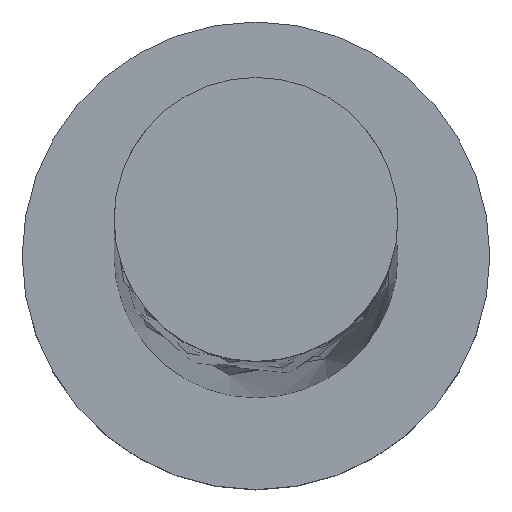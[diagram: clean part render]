
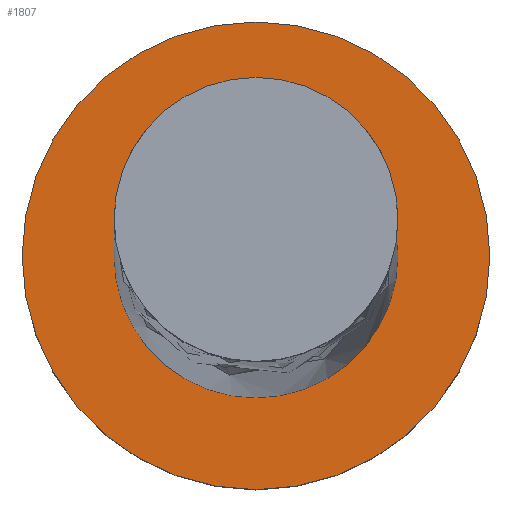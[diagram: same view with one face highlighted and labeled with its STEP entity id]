
A CAD part, top view. The second image highlights one B-rep face of the part: STEP entity #1807.
In plain terms, the highlighted planar face has unit normal (0, 0, 1).
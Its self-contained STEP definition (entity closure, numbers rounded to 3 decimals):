
#39 = CARTESIAN_POINT ( 'NONE',  ( 0., 0., 5. ) ) ;
#84 = CARTESIAN_POINT ( 'NONE',  ( 7., 0., 5. ) ) ;
#117 = CARTESIAN_POINT ( 'NONE',  ( -7., 0., 5. ) ) ;
#133 = CARTESIAN_POINT ( 'NONE',  ( 0., 0., 5. ) ) ;
#188 = DIRECTION ( 'NONE',  ( 0., 0., 1. ) ) ;
#226 = VERTEX_POINT ( 'NONE', #117 ) ;
#249 = FACE_BOUND ( 'NONE', #1979, .T. ) ;
#275 = CIRCLE ( 'NONE', #1737, 7. ) ;
#321 = EDGE_LOOP ( 'NONE', ( #1166, #1441 ) ) ;
#362 = DIRECTION ( 'NONE',  ( 0., 0., 1. ) ) ;
#376 = DIRECTION ( 'NONE',  ( 1., 0., 0. ) ) ;
#432 = DIRECTION ( 'NONE',  ( 0., 0., 1. ) ) ;
#499 = VERTEX_POINT ( 'NONE', #84 ) ;
#528 = ORIENTED_EDGE ( 'NONE', *, *, #1779, .F. ) ;
#554 = CARTESIAN_POINT ( 'NONE',  ( 0., 0., 5. ) ) ;
#572 = AXIS2_PLACEMENT_3D ( 'NONE', #39, #1972, #1935 ) ;
#739 = AXIS2_PLACEMENT_3D ( 'NONE', #825, #188, #376 ) ;
#805 = ORIENTED_EDGE ( 'NONE', *, *, #1420, .F. ) ;
#825 = CARTESIAN_POINT ( 'NONE',  ( 0., 0., 5. ) ) ;
#855 = DIRECTION ( 'NONE',  ( 1., 0., 0. ) ) ;
#885 = PLANE ( 'NONE',  #1195 ) ;
#901 = AXIS2_PLACEMENT_3D ( 'NONE', #1138, #362, #988 ) ;
#931 = EDGE_CURVE ( 'NONE', #499, #226, #275, .T. ) ;
#949 = DIRECTION ( 'NONE',  ( 0., 0., 1. ) ) ;
#988 = DIRECTION ( 'NONE',  ( 1., 0., 0. ) ) ;
#1138 = CARTESIAN_POINT ( 'NONE',  ( 0., 0., 5. ) ) ;
#1166 = ORIENTED_EDGE ( 'NONE', *, *, #1676, .T. ) ;
#1195 = AXIS2_PLACEMENT_3D ( 'NONE', #554, #432, #855 ) ;
#1420 = EDGE_CURVE ( 'NONE', #1958, #1797, #1634, .T. ) ;
#1441 = ORIENTED_EDGE ( 'NONE', *, *, #931, .T. ) ;
#1455 = CARTESIAN_POINT ( 'NONE',  ( -4.25, 0., 5. ) ) ;
#1503 = CIRCLE ( 'NONE', #901, 4.25 ) ;
#1514 = FACE_OUTER_BOUND ( 'NONE', #321, .T. ) ;
#1634 = CIRCLE ( 'NONE', #739, 4.25 ) ;
#1676 = EDGE_CURVE ( 'NONE', #226, #499, #1810, .T. ) ;
#1737 = AXIS2_PLACEMENT_3D ( 'NONE', #133, #949, #2057 ) ;
#1779 = EDGE_CURVE ( 'NONE', #1797, #1958, #1503, .T. ) ;
#1797 = VERTEX_POINT ( 'NONE', #1997 ) ;
#1807 = ADVANCED_FACE ( 'NONE', ( #249, #1514 ), #885, .T. ) ;
#1810 = CIRCLE ( 'NONE', #572, 7. ) ;
#1935 = DIRECTION ( 'NONE',  ( 1., 0., 0. ) ) ;
#1958 = VERTEX_POINT ( 'NONE', #1455 ) ;
#1972 = DIRECTION ( 'NONE',  ( 0., 0., 1. ) ) ;
#1979 = EDGE_LOOP ( 'NONE', ( #805, #528 ) ) ;
#1997 = CARTESIAN_POINT ( 'NONE',  ( 4.25, 0., 5. ) ) ;
#2057 = DIRECTION ( 'NONE',  ( 1., 0., 0. ) ) ;
